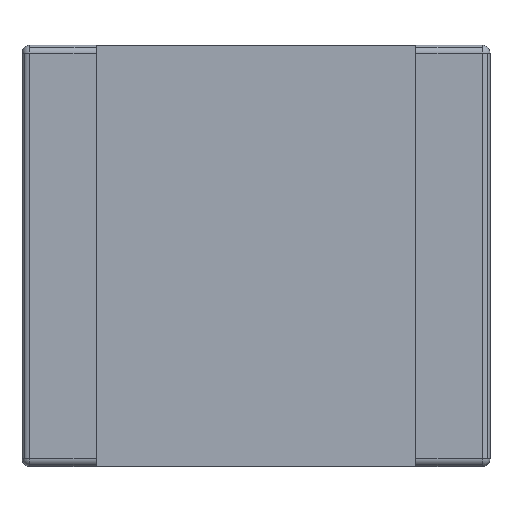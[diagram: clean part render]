
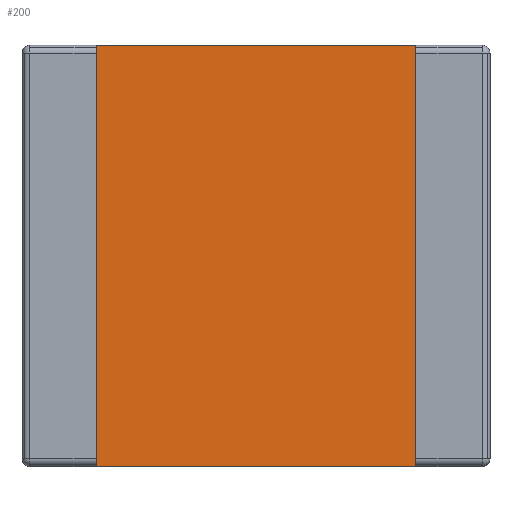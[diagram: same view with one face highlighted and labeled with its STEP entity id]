
A CAD part, top view. The second image highlights one B-rep face of the part: STEP entity #200.
In plain terms, the highlighted planar face has unit normal (0, 0, 1).
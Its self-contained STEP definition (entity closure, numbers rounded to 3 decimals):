
#70=CARTESIAN_POINT('',(-2.05,-2.7,1.6));
#71=VERTEX_POINT('',#70);
#72=CARTESIAN_POINT('',(-2.05,2.7,1.6));
#73=VERTEX_POINT('',#72);
#74=CARTESIAN_POINT('',(-2.05,-2.7,1.6));
#75=DIRECTION('',(0.0,1.0,0.0));
#76=VECTOR('',#75,5.4);
#77=LINE('',#74,#76);
#78=EDGE_CURVE('',#71,#73,#77,.T.);
#110=CARTESIAN_POINT('',(2.05,2.7,1.6));
#111=VERTEX_POINT('',#110);
#112=CARTESIAN_POINT('',(-2.05,2.7,1.6));
#113=DIRECTION('',(1.0,0.0,0.0));
#114=VECTOR('',#113,4.1);
#115=LINE('',#112,#114);
#116=EDGE_CURVE('',#73,#111,#115,.T.);
#141=CARTESIAN_POINT('',(2.05,-2.7,1.6));
#142=VERTEX_POINT('',#141);
#143=CARTESIAN_POINT('',(2.05,2.7,1.6));
#144=DIRECTION('',(0.0,-1.0,0.0));
#145=VECTOR('',#144,5.4);
#146=LINE('',#143,#145);
#147=EDGE_CURVE('',#111,#142,#146,.T.);
#172=CARTESIAN_POINT('',(2.05,-2.7,1.6));
#173=DIRECTION('',(-1.0,0.0,0.0));
#174=VECTOR('',#173,4.1);
#175=LINE('',#172,#174);
#176=EDGE_CURVE('',#142,#71,#175,.T.);
#189=CARTESIAN_POINT('',(0.,0.,1.6));
#190=DIRECTION('',(0.0,0.0,1.0));
#191=DIRECTION('',(1.0,0.0,0.0));
#192=AXIS2_PLACEMENT_3D('',#189,#190,#191);
#193=PLANE('',#192);
#194=ORIENTED_EDGE('',*,*,#78,.F.);
#195=ORIENTED_EDGE('',*,*,#176,.F.);
#196=ORIENTED_EDGE('',*,*,#147,.F.);
#197=ORIENTED_EDGE('',*,*,#116,.F.);
#198=EDGE_LOOP('',(#194,#195,#196,#197));
#199=FACE_OUTER_BOUND('',#198,.T.);
#200=ADVANCED_FACE('',(#199),#193,.T.);
